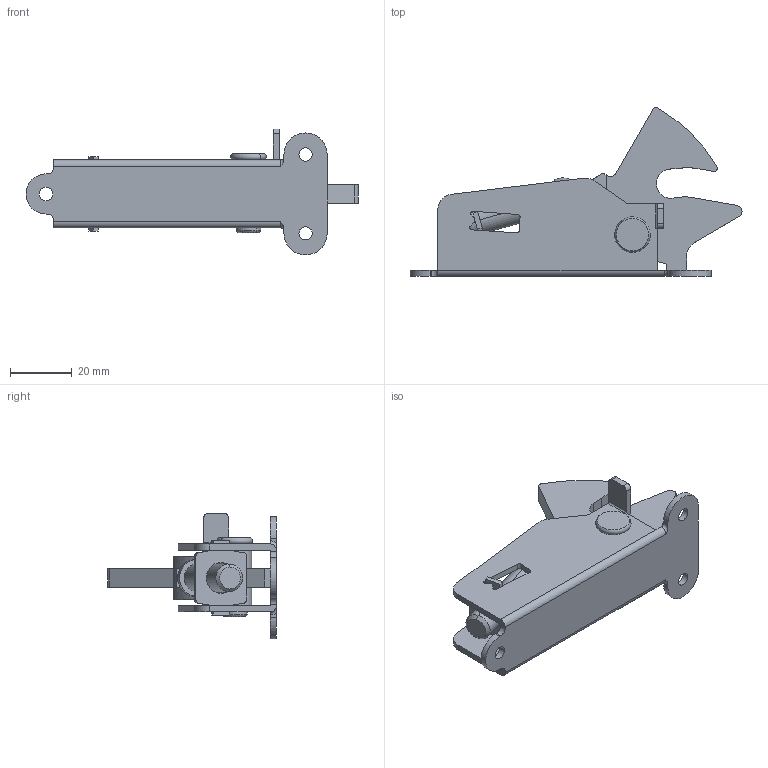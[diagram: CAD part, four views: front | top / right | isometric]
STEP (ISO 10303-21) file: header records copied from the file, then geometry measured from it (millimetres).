
FILE_DESCRIPTION (( 'STEP AP203' ), '1' );
FILE_NAME ('Žº‰ª•ÏŠ·.STEP', '2012-03-19T04:45:41', ( '' ), ( '' ), 'SwSTEP 2.0', 'SolidWorks 2011', '' );
FILE_SCHEMA (( 'CONFIG_CONTROL_DESIGN' ));
Length unit declared in the file: millimetre
Products named in the file (6): 室岡変換; C-850-2_バネ押え; C-850-2_ガイドシャフト; C-850-2_キャッチ; C-850-2_シャフト; C-850-2_本体
Assembly tree (5 placements, depth 2):
  室岡変換
    C-850-2_本体
    C-850-2_キャッチ
    C-850-2_シャフト
    C-850-2_ガイドシャフト
    C-850-2_バネ押え
Bounding box: 107.46 x 54.66 x 40.75 mm (x, y, z)
Volume: 24801.7 mm3; surface area: 20334.2 mm2
Topology: 5 solids, 5 shells, 173 faces, 460 edges, 303 vertices
Faces by surface type: plane 84, cylinder 79, torus 6, cone 4
Entity records: 6103 total; most frequent: DIRECTION 998, CARTESIAN_POINT 963, ORIENTED_EDGE 920, EDGE_CURVE 460, AXIS2_PLACEMENT_3D 362, VERTEX_POINT 303, LINE 274, VECTOR 274
